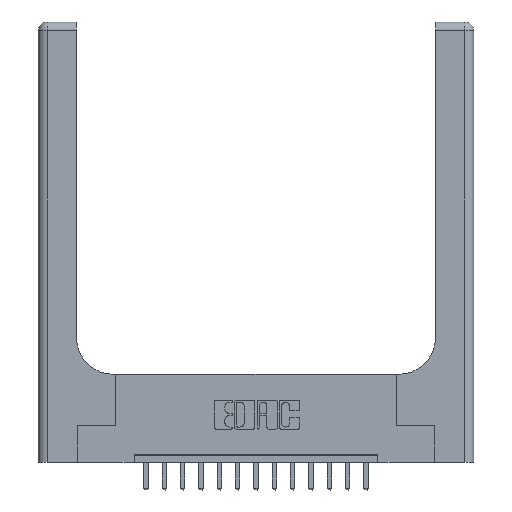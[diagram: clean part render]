
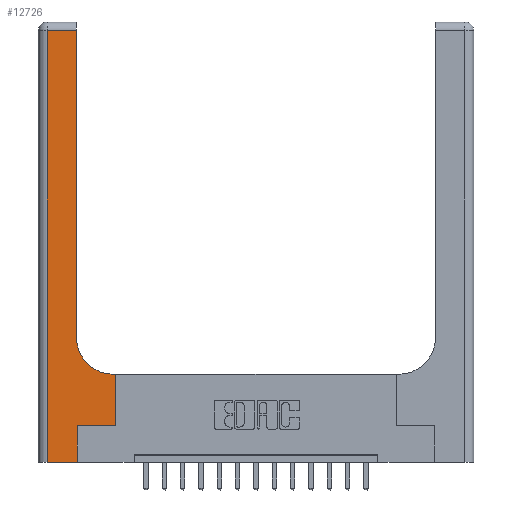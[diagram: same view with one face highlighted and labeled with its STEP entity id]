
A CAD part, top view. The second image highlights one B-rep face of the part: STEP entity #12726.
In plain terms, the highlighted planar face has unit normal (0, 0, 1).
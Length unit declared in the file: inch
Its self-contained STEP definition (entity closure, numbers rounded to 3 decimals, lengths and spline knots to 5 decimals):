
#135 = DIRECTION ( 'NONE',  ( 1., 0., 0. ) ) ;
#571 = VERTEX_POINT ( 'NONE', #17107 ) ;
#839 = AXIS2_PLACEMENT_3D ( 'NONE', #6392, #2451, #6475 ) ;
#1019 = PLANE ( 'NONE',  #839 ) ;
#1386 = CARTESIAN_POINT ( 'NONE',  ( 0., 0., 0.37 ) ) ;
#1489 = ORIENTED_EDGE ( 'NONE', *, *, #6837, .T. ) ;
#1544 = CARTESIAN_POINT ( 'NONE',  ( 0.06, 0., 0.37 ) ) ;
#1619 = CARTESIAN_POINT ( 'NONE',  ( 0.528, 0.25, 0.37 ) ) ;
#1692 = LINE ( 'NONE', #7035, #11625 ) ;
#1757 = AXIS2_PLACEMENT_3D ( 'NONE', #14626, #13463, #6470 ) ;
#2005 = CARTESIAN_POINT ( 'NONE',  ( 0., 2.94, 0.37 ) ) ;
#2074 = ORIENTED_EDGE ( 'NONE', *, *, #10303, .T. ) ;
#2451 = DIRECTION ( 'NONE',  ( 0., 0., -1. ) ) ;
#2492 = VECTOR ( 'NONE', #7449, 39.37008 ) ;
#2865 = EDGE_CURVE ( 'NONE', #2888, #571, #9479, .T. ) ;
#2866 = VECTOR ( 'NONE', #15979, 39.37008 ) ;
#2888 = VERTEX_POINT ( 'NONE', #7301 ) ;
#3121 = DIRECTION ( 'NONE',  ( 0., -1., 0. ) ) ;
#3788 = VERTEX_POINT ( 'NONE', #15699 ) ;
#3897 = CARTESIAN_POINT ( 'NONE',  ( 0.265, 0.25, 0.37 ) ) ;
#4208 = DIRECTION ( 'NONE',  ( 0., 1., 0. ) ) ;
#4604 = CIRCLE ( 'NONE', #1757, 0.25 ) ;
#4676 = VECTOR ( 'NONE', #4208, 39.37008 ) ;
#4906 = ORIENTED_EDGE ( 'NONE', *, *, #16763, .T. ) ;
#5252 = ORIENTED_EDGE ( 'NONE', *, *, #12504, .T. ) ;
#5356 = VECTOR ( 'NONE', #135, 39.37008 ) ;
#5886 = CARTESIAN_POINT ( 'NONE',  ( 0.06, 2.94, 0.37 ) ) ;
#5946 = LINE ( 'NONE', #2005, #2492 ) ;
#6243 = ORIENTED_EDGE ( 'NONE', *, *, #2865, .T. ) ;
#6392 = CARTESIAN_POINT ( 'NONE',  ( 0., 3., 0.37 ) ) ;
#6398 = LINE ( 'NONE', #6567, #2866 ) ;
#6470 = DIRECTION ( 'NONE',  ( 1., 0., 0. ) ) ;
#6475 = DIRECTION ( 'NONE',  ( -1., 0., 0. ) ) ;
#6567 = CARTESIAN_POINT ( 'NONE',  ( 0.26, 0.6, 0.37 ) ) ;
#6816 = VERTEX_POINT ( 'NONE', #13690 ) ;
#6837 = EDGE_CURVE ( 'NONE', #6917, #15876, #1692, .T. ) ;
#6917 = VERTEX_POINT ( 'NONE', #5886 ) ;
#7035 = CARTESIAN_POINT ( 'NONE',  ( 0.06, 3., 0.37 ) ) ;
#7041 = VECTOR ( 'NONE', #7059, 39.37008 ) ;
#7059 = DIRECTION ( 'NONE',  ( 0., 1., 0. ) ) ;
#7301 = CARTESIAN_POINT ( 'NONE',  ( 0.265, 0., 0.37 ) ) ;
#7449 = DIRECTION ( 'NONE',  ( -1., 0., 0. ) ) ;
#7620 = VECTOR ( 'NONE', #11852, 39.37008 ) ;
#7805 = CARTESIAN_POINT ( 'NONE',  ( 0.26, 3., 0.37 ) ) ;
#8204 = EDGE_CURVE ( 'NONE', #3788, #14994, #15240, .T. ) ;
#8463 = EDGE_LOOP ( 'NONE', ( #2074, #13754, #1489, #14280, #6243, #5252, #9782, #15220, #4906 ) ) ;
#8878 = EDGE_CURVE ( 'NONE', #15876, #2888, #15002, .T. ) ;
#9187 = DIRECTION ( 'NONE',  ( 1., 0., 0. ) ) ;
#9205 = CARTESIAN_POINT ( 'NONE',  ( 0.26, 2.94, 0.37 ) ) ;
#9424 = LINE ( 'NONE', #7805, #7620 ) ;
#9479 = LINE ( 'NONE', #13785, #4676 ) ;
#9782 = ORIENTED_EDGE ( 'NONE', *, *, #8204, .T. ) ;
#10261 = EDGE_CURVE ( 'NONE', #16525, #6917, #5946, .T. ) ;
#10303 = EDGE_CURVE ( 'NONE', #16347, #16525, #9424, .T. ) ;
#10833 = CARTESIAN_POINT ( 'NONE',  ( 0.528, 0.6, 0.37 ) ) ;
#11625 = VECTOR ( 'NONE', #3121, 39.37008 ) ;
#11852 = DIRECTION ( 'NONE',  ( 0., 1., 0. ) ) ;
#12141 = LINE ( 'NONE', #3897, #14266 ) ;
#12504 = EDGE_CURVE ( 'NONE', #571, #3788, #12141, .T. ) ;
#12726 = ADVANCED_FACE ( 'NONE', ( #12764 ), #1019, .F. ) ;
#12764 = FACE_OUTER_BOUND ( 'NONE', #8463, .T. ) ;
#13463 = DIRECTION ( 'NONE',  ( 0., 0., -1. ) ) ;
#13690 = CARTESIAN_POINT ( 'NONE',  ( 0.51, 0.6, 0.37 ) ) ;
#13754 = ORIENTED_EDGE ( 'NONE', *, *, #10261, .T. ) ;
#13785 = CARTESIAN_POINT ( 'NONE',  ( 0.265, 0., 0.37 ) ) ;
#14012 = EDGE_CURVE ( 'NONE', #14994, #6816, #6398, .T. ) ;
#14266 = VECTOR ( 'NONE', #9187, 39.37008 ) ;
#14280 = ORIENTED_EDGE ( 'NONE', *, *, #8878, .T. ) ;
#14626 = CARTESIAN_POINT ( 'NONE',  ( 0.51, 0.85, 0.37 ) ) ;
#14994 = VERTEX_POINT ( 'NONE', #10833 ) ;
#15002 = LINE ( 'NONE', #1386, #5356 ) ;
#15220 = ORIENTED_EDGE ( 'NONE', *, *, #14012, .T. ) ;
#15240 = LINE ( 'NONE', #1619, #7041 ) ;
#15699 = CARTESIAN_POINT ( 'NONE',  ( 0.528, 0.25, 0.37 ) ) ;
#15876 = VERTEX_POINT ( 'NONE', #1544 ) ;
#15979 = DIRECTION ( 'NONE',  ( -1., 0., 0. ) ) ;
#16347 = VERTEX_POINT ( 'NONE', #17093 ) ;
#16525 = VERTEX_POINT ( 'NONE', #9205 ) ;
#16763 = EDGE_CURVE ( 'NONE', #6816, #16347, #4604, .T. ) ;
#17093 = CARTESIAN_POINT ( 'NONE',  ( 0.26, 0.85, 0.37 ) ) ;
#17107 = CARTESIAN_POINT ( 'NONE',  ( 0.265, 0.25, 0.37 ) ) ;
